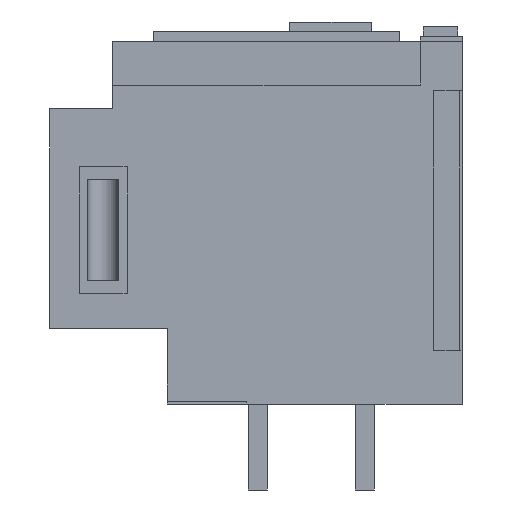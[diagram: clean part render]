
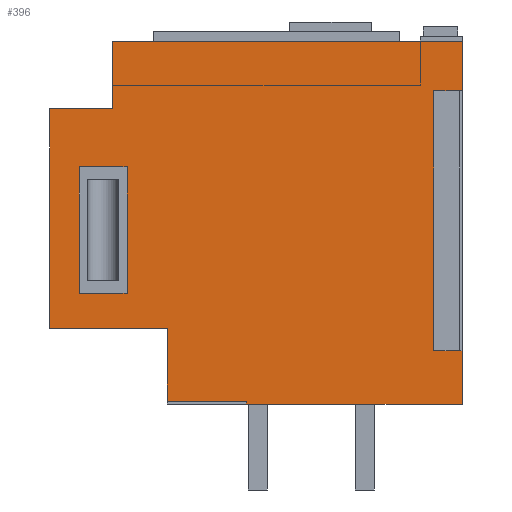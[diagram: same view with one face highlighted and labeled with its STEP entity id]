
A CAD part, left-side view. The second image highlights one B-rep face of the part: STEP entity #396.
In plain terms, the highlighted planar face has unit normal (-1, 0, 0).
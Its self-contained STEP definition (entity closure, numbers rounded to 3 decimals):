
#396=ADVANCED_FACE('',(#789,#790,#791),#566,.F.);
#566=PLANE('',#3604);
#789=FACE_BOUND('',#989,.T.);
#790=FACE_BOUND('',#990,.T.);
#791=FACE_BOUND('',#991,.T.);
#989=EDGE_LOOP('',(#1453,#1454,#1455,#1456,#1457,#1458,#1459,#1460,#1461,
#1462));
#990=EDGE_LOOP('',(#1463,#1464,#1465,#1466));
#991=EDGE_LOOP('',(#1467,#1468,#1469,#1470));
#1453=ORIENTED_EDGE('',*,*,#2549,.T.);
#1454=ORIENTED_EDGE('',*,*,#2550,.F.);
#1455=ORIENTED_EDGE('',*,*,#2530,.F.);
#1456=ORIENTED_EDGE('',*,*,#2551,.F.);
#1457=ORIENTED_EDGE('',*,*,#2385,.T.);
#1458=ORIENTED_EDGE('',*,*,#2552,.T.);
#1459=ORIENTED_EDGE('',*,*,#2553,.F.);
#1460=ORIENTED_EDGE('',*,*,#2554,.F.);
#1461=ORIENTED_EDGE('',*,*,#2555,.F.);
#1462=ORIENTED_EDGE('',*,*,#2556,.F.);
#1463=ORIENTED_EDGE('',*,*,#2557,.T.);
#1464=ORIENTED_EDGE('',*,*,#2558,.T.);
#1465=ORIENTED_EDGE('',*,*,#2559,.F.);
#1466=ORIENTED_EDGE('',*,*,#2560,.F.);
#1467=ORIENTED_EDGE('',*,*,#2561,.F.);
#1468=ORIENTED_EDGE('',*,*,#2562,.F.);
#1469=ORIENTED_EDGE('',*,*,#2563,.F.);
#1470=ORIENTED_EDGE('',*,*,#2564,.F.);
#2071=VERTEX_POINT('',#4724);
#2072=VERTEX_POINT('',#4725);
#2191=VERTEX_POINT('',#5034);
#2192=VERTEX_POINT('',#5036);
#2209=VERTEX_POINT('',#5074);
#2210=VERTEX_POINT('',#5075);
#2211=VERTEX_POINT('',#5079);
#2212=VERTEX_POINT('',#5081);
#2213=VERTEX_POINT('',#5083);
#2214=VERTEX_POINT('',#5085);
#2215=VERTEX_POINT('',#5088);
#2216=VERTEX_POINT('',#5089);
#2217=VERTEX_POINT('',#5091);
#2218=VERTEX_POINT('',#5093);
#2219=VERTEX_POINT('',#5096);
#2220=VERTEX_POINT('',#5097);
#2221=VERTEX_POINT('',#5099);
#2222=VERTEX_POINT('',#5101);
#2385=EDGE_CURVE('',#2071,#2072,#2823,.T.);
#2530=EDGE_CURVE('',#2191,#2192,#2920,.T.);
#2549=EDGE_CURVE('',#2209,#2210,#2939,.T.);
#2550=EDGE_CURVE('',#2192,#2210,#2940,.T.);
#2551=EDGE_CURVE('',#2071,#2191,#2941,.T.);
#2552=EDGE_CURVE('',#2072,#2211,#2942,.T.);
#2553=EDGE_CURVE('',#2212,#2211,#2943,.T.);
#2554=EDGE_CURVE('',#2213,#2212,#2944,.T.);
#2555=EDGE_CURVE('',#2214,#2213,#2945,.T.);
#2556=EDGE_CURVE('',#2209,#2214,#2946,.T.);
#2557=EDGE_CURVE('',#2215,#2216,#2947,.T.);
#2558=EDGE_CURVE('',#2216,#2217,#2948,.T.);
#2559=EDGE_CURVE('',#2218,#2217,#2949,.T.);
#2560=EDGE_CURVE('',#2215,#2218,#2950,.T.);
#2561=EDGE_CURVE('',#2219,#2220,#2951,.T.);
#2562=EDGE_CURVE('',#2221,#2219,#2952,.T.);
#2563=EDGE_CURVE('',#2222,#2221,#2953,.T.);
#2564=EDGE_CURVE('',#2220,#2222,#2954,.T.);
#2823=LINE('',#4723,#3177);
#2920=LINE('',#5035,#3274);
#2939=LINE('',#5073,#3293);
#2940=LINE('',#5076,#3294);
#2941=LINE('',#5077,#3295);
#2942=LINE('',#5078,#3296);
#2943=LINE('',#5080,#3297);
#2944=LINE('',#5082,#3298);
#2945=LINE('',#5084,#3299);
#2946=LINE('',#5086,#3300);
#2947=LINE('',#5087,#3301);
#2948=LINE('',#5090,#3302);
#2949=LINE('',#5092,#3303);
#2950=LINE('',#5094,#3304);
#2951=LINE('',#5095,#3305);
#2952=LINE('',#5098,#3306);
#2953=LINE('',#5100,#3307);
#2954=LINE('',#5102,#3308);
#3177=VECTOR('',#3804,1.);
#3274=VECTOR('',#4089,1.);
#3293=VECTOR('',#4112,1.);
#3294=VECTOR('',#4113,1.);
#3295=VECTOR('',#4114,1.);
#3296=VECTOR('',#4115,1.);
#3297=VECTOR('',#4116,1.);
#3298=VECTOR('',#4117,1.);
#3299=VECTOR('',#4118,1.);
#3300=VECTOR('',#4119,1.);
#3301=VECTOR('',#4120,1.);
#3302=VECTOR('',#4121,1.);
#3303=VECTOR('',#4122,1.);
#3304=VECTOR('',#4123,1.);
#3305=VECTOR('',#4124,1.);
#3306=VECTOR('',#4125,1.);
#3307=VECTOR('',#4126,1.);
#3308=VECTOR('',#4127,1.);
#3604=AXIS2_PLACEMENT_3D('',#5103,#4128,#4129);
#3804=DIRECTION('',(0.,-1.,0.));
#4089=DIRECTION('',(0.,1.,0.));
#4112=DIRECTION('',(0.,-1.,0.));
#4113=DIRECTION('',(0.,0.,1.));
#4114=DIRECTION('',(0.,0.,1.));
#4115=DIRECTION('',(0.,0.,1.));
#4116=DIRECTION('',(0.,-1.,0.));
#4117=DIRECTION('',(0.,0.,1.));
#4118=DIRECTION('',(0.,-1.,0.));
#4119=DIRECTION('',(0.,0.,1.));
#4120=DIRECTION('',(0.,1.,0.));
#4121=DIRECTION('',(0.,0.,1.));
#4122=DIRECTION('',(0.,1.,0.));
#4123=DIRECTION('',(0.,0.,1.));
#4124=DIRECTION('',(0.,-1.,0.));
#4125=DIRECTION('',(0.,0.,-1.));
#4126=DIRECTION('',(0.,1.,0.));
#4127=DIRECTION('',(0.,0.,1.));
#4128=DIRECTION('',(1.,0.,0.));
#4129=DIRECTION('',(0.,0.,-1.));
#4723=CARTESIAN_POINT('',(-312.,226.,-152.5));
#4724=CARTESIAN_POINT('',(-312.,226.,-152.5));
#4725=CARTESIAN_POINT('',(-312.,0.,-152.5));
#5034=CARTESIAN_POINT('',(-312.,226.,-149.5));
#5035=CARTESIAN_POINT('',(-312.,0.,-149.5));
#5036=CARTESIAN_POINT('',(-312.,309.,-149.5));
#5073=CARTESIAN_POINT('',(-312.,0.,-73.3));
#5074=CARTESIAN_POINT('',(-312.,432.,-73.3));
#5075=CARTESIAN_POINT('',(-312.,309.,-73.3));
#5076=CARTESIAN_POINT('',(-312.,309.,-73.3));
#5077=CARTESIAN_POINT('',(-312.,226.,-152.5));
#5078=CARTESIAN_POINT('',(-312.,0.,-122.5));
#5079=CARTESIAN_POINT('',(-312.,0.,227.5));
#5080=CARTESIAN_POINT('',(-312.,0.,227.5));
#5081=CARTESIAN_POINT('',(-312.,366.,227.5));
#5082=CARTESIAN_POINT('',(-312.,366.,156.5));
#5083=CARTESIAN_POINT('',(-312.,366.,156.5));
#5084=CARTESIAN_POINT('',(-312.,0.,156.5));
#5085=CARTESIAN_POINT('',(-312.,432.,156.5));
#5086=CARTESIAN_POINT('',(-312.,432.,-122.5));
#5087=CARTESIAN_POINT('',(-312.,30.,-96.5));
#5088=CARTESIAN_POINT('',(-312.,3.,-96.5));
#5089=CARTESIAN_POINT('',(-312.,30.,-96.5));
#5090=CARTESIAN_POINT('',(-312.,30.,-96.5));
#5091=CARTESIAN_POINT('',(-312.,30.,175.5));
#5092=CARTESIAN_POINT('',(-312.,30.,175.5));
#5093=CARTESIAN_POINT('',(-312.,3.,175.5));
#5094=CARTESIAN_POINT('',(-312.,3.,-96.5));
#5095=CARTESIAN_POINT('',(-312.,371.,-36.3));
#5096=CARTESIAN_POINT('',(-312.,401.,-36.3));
#5097=CARTESIAN_POINT('',(-312.,351.,-36.3));
#5098=CARTESIAN_POINT('',(-312.,401.,-36.3));
#5099=CARTESIAN_POINT('',(-312.,401.,95.7));
#5100=CARTESIAN_POINT('',(-312.,371.,95.7));
#5101=CARTESIAN_POINT('',(-312.,351.,95.7));
#5102=CARTESIAN_POINT('',(-312.,351.,-36.3));
#5103=CARTESIAN_POINT('',(-312.,0.,-122.5));
